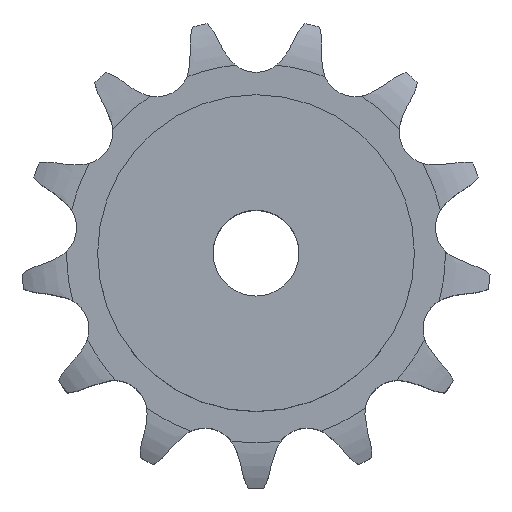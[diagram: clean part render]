
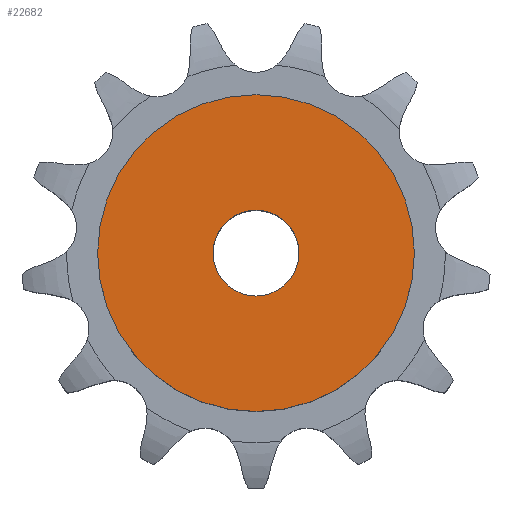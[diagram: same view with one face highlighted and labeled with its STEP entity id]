
A CAD part, top view. The second image highlights one B-rep face of the part: STEP entity #22682.
In plain terms, the highlighted planar face has unit normal (0, 0, 1).
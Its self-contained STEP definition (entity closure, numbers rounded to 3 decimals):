
#12218 = CYLINDRICAL_SURFACE('',#12219,8.);
#12219 = AXIS2_PLACEMENT_3D('',#12220,#12221,#12222);
#12220 = CARTESIAN_POINT('',(0.,0.,149.09));
#12221 = DIRECTION('',(0.,0.,1.));
#12222 = DIRECTION('',(1.,0.,0.));
#15531 = EDGE_CURVE('',#15532,#15532,#15534,.T.);
#15532 = VERTEX_POINT('',#15533);
#15533 = CARTESIAN_POINT('',(8.,0.,50.));
#15534 = SURFACE_CURVE('',#15535,(#15540,#15547),.PCURVE_S1.);
#15535 = CIRCLE('',#15536,8.);
#15536 = AXIS2_PLACEMENT_3D('',#15537,#15538,#15539);
#15537 = CARTESIAN_POINT('',(0.,0.,50.));
#15538 = DIRECTION('',(0.,0.,1.));
#15539 = DIRECTION('',(1.,0.,0.));
#15540 = PCURVE('',#12218,#15541);
#15541 = DEFINITIONAL_REPRESENTATION('',(#15542),#15546);
#15542 = LINE('',#15543,#15544);
#15543 = CARTESIAN_POINT('',(0.,-99.09));
#15544 = VECTOR('',#15545,1.);
#15545 = DIRECTION('',(1.,0.));
#15546 = ( GEOMETRIC_REPRESENTATION_CONTEXT(2) 
PARAMETRIC_REPRESENTATION_CONTEXT() REPRESENTATION_CONTEXT('2D SPACE',''
  ) );
#15547 = PCURVE('',#15548,#15553);
#15548 = PLANE('',#15549);
#15549 = AXIS2_PLACEMENT_3D('',#15550,#15551,#15552);
#15550 = CARTESIAN_POINT('',(0.,0.,50.)
  );
#15551 = DIRECTION('',(0.,0.,1.));
#15552 = DIRECTION('',(1.,0.,0.));
#15553 = DEFINITIONAL_REPRESENTATION('',(#15554),#15558);
#15554 = CIRCLE('',#15555,8.);
#15555 = AXIS2_PLACEMENT_2D('',#15556,#15557);
#15556 = CARTESIAN_POINT('',(0.,0.));
#15557 = DIRECTION('',(1.,0.));
#15558 = ( GEOMETRIC_REPRESENTATION_CONTEXT(2) 
PARAMETRIC_REPRESENTATION_CONTEXT() REPRESENTATION_CONTEXT('2D SPACE',''
  ) );
#22682 = ADVANCED_FACE('',(#22683,#22714),#15548,.T.);
#22683 = FACE_BOUND('',#22684,.T.);
#22684 = EDGE_LOOP('',(#22685));
#22685 = ORIENTED_EDGE('',*,*,#22686,.T.);
#22686 = EDGE_CURVE('',#22687,#22687,#22689,.T.);
#22687 = VERTEX_POINT('',#22688);
#22688 = CARTESIAN_POINT('',(29.5,0.,50.));
#22689 = SURFACE_CURVE('',#22690,(#22695,#22702),.PCURVE_S1.);
#22690 = CIRCLE('',#22691,29.5);
#22691 = AXIS2_PLACEMENT_3D('',#22692,#22693,#22694);
#22692 = CARTESIAN_POINT('',(0.,0.,50.));
#22693 = DIRECTION('',(0.,0.,1.));
#22694 = DIRECTION('',(1.,0.,0.));
#22695 = PCURVE('',#15548,#22696);
#22696 = DEFINITIONAL_REPRESENTATION('',(#22697),#22701);
#22697 = CIRCLE('',#22698,29.5);
#22698 = AXIS2_PLACEMENT_2D('',#22699,#22700);
#22699 = CARTESIAN_POINT('',(0.,0.));
#22700 = DIRECTION('',(1.,0.));
#22701 = ( GEOMETRIC_REPRESENTATION_CONTEXT(2) 
PARAMETRIC_REPRESENTATION_CONTEXT() REPRESENTATION_CONTEXT('2D SPACE',''
  ) );
#22702 = PCURVE('',#22703,#22708);
#22703 = CYLINDRICAL_SURFACE('',#22704,29.5);
#22704 = AXIS2_PLACEMENT_3D('',#22705,#22706,#22707);
#22705 = CARTESIAN_POINT('',(0.,0.,0.));
#22706 = DIRECTION('',(-0.,-0.,-1.));
#22707 = DIRECTION('',(1.,0.,0.));
#22708 = DEFINITIONAL_REPRESENTATION('',(#22709),#22713);
#22709 = LINE('',#22710,#22711);
#22710 = CARTESIAN_POINT('',(-0.,-50.));
#22711 = VECTOR('',#22712,1.);
#22712 = DIRECTION('',(-1.,0.));
#22713 = ( GEOMETRIC_REPRESENTATION_CONTEXT(2) 
PARAMETRIC_REPRESENTATION_CONTEXT() REPRESENTATION_CONTEXT('2D SPACE',''
  ) );
#22714 = FACE_BOUND('',#22715,.T.);
#22715 = EDGE_LOOP('',(#22716));
#22716 = ORIENTED_EDGE('',*,*,#15531,.F.);
